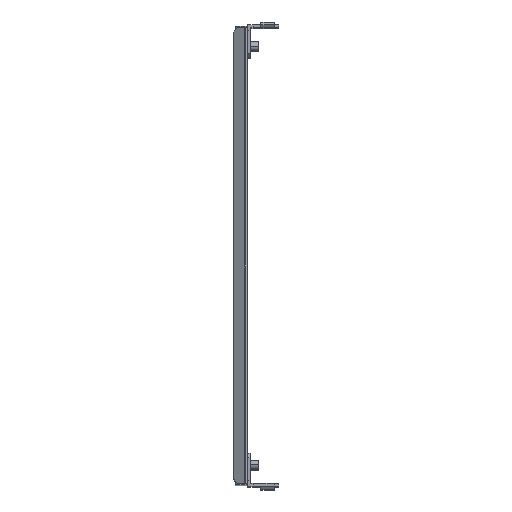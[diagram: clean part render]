
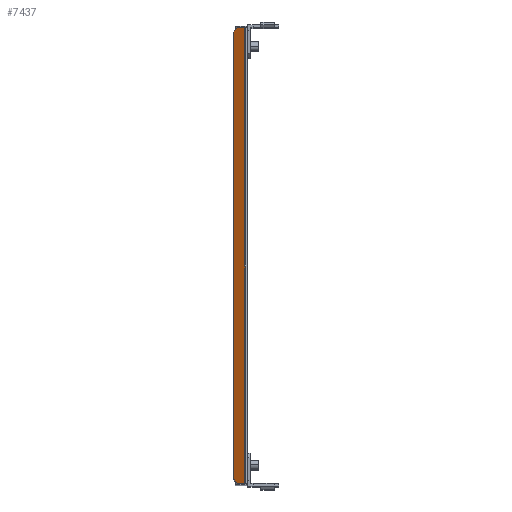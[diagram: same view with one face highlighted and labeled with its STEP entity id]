
A CAD part, top view. The second image highlights one B-rep face of the part: STEP entity #7437.
In plain terms, the highlighted planar face has unit normal (-0.5, 0, 0.866).
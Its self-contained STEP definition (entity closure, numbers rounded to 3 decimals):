
#20 = CARTESIAN_POINT ( 'NONE',  ( -9.525, 149., 194.331 ) ) ;
#37 = DIRECTION ( 'NONE',  ( 0.866, 0., 0.5 ) ) ;
#364 = LINE ( 'NONE', #14274, #4642 ) ;
#681 = CARTESIAN_POINT ( 'NONE',  ( -112.062, 30.6, 135.131 ) ) ;
#1322 = LINE ( 'NONE', #11815, #15865 ) ;
#1856 = PLANE ( 'NONE',  #16925 ) ;
#2994 = EDGE_CURVE ( 'NONE', #15101, #7601, #14717, .T. ) ;
#3645 = LINE ( 'NONE', #9790, #5698 ) ;
#4258 = ORIENTED_EDGE ( 'NONE', *, *, #18107, .F. ) ;
#4260 = VERTEX_POINT ( 'NONE', #14646 ) ;
#4368 = DIRECTION ( 'NONE',  ( 0., 1., 0. ) ) ;
#4613 = ORIENTED_EDGE ( 'NONE', *, *, #19819, .T. ) ;
#4642 = VECTOR ( 'NONE', #6547, 1000. ) ;
#4893 = CARTESIAN_POINT ( 'NONE',  ( -9.525, -152., 194.331 ) ) ;
#4991 = DIRECTION ( 'NONE',  ( 0.866, 0., 0.5 ) ) ;
#5129 = EDGE_CURVE ( 'NONE', #4260, #19337, #13936, .T. ) ;
#5215 = CARTESIAN_POINT ( 'NONE',  ( -3.75, -152., 197.665 ) ) ;
#5698 = VECTOR ( 'NONE', #15916, 1000. ) ;
#5792 = ORIENTED_EDGE ( 'NONE', *, *, #14141, .F. ) ;
#6547 = DIRECTION ( 'NONE',  ( 0., 1., 0. ) ) ;
#6548 = VECTOR ( 'NONE', #37, 1000. ) ;
#7150 = EDGE_CURVE ( 'NONE', #15101, #4260, #3645, .T. ) ;
#7437 = ADVANCED_FACE ( 'NONE', ( #15649 ), #1856, .T. ) ;
#7601 = VERTEX_POINT ( 'NONE', #20 ) ;
#7866 = ORIENTED_EDGE ( 'NONE', *, *, #5129, .F. ) ;
#8365 = DIRECTION ( 'NONE',  ( -0.612, -0.707, -0.354 ) ) ;
#9131 = CARTESIAN_POINT ( 'NONE',  ( -85.562, 152., 150.431 ) ) ;
#9353 = ORIENTED_EDGE ( 'NONE', *, *, #16301, .T. ) ;
#9419 = CARTESIAN_POINT ( 'NONE',  ( -6.927, -152., 195.831 ) ) ;
#9512 = EDGE_LOOP ( 'NONE', ( #9353, #10880, #7866, #19439, #13114, #4258, #4613, #5792 ) ) ;
#9790 = CARTESIAN_POINT ( 'NONE',  ( -2.25, 152., 198.531 ) ) ;
#10880 = ORIENTED_EDGE ( 'NONE', *, *, #19188, .T. ) ;
#10953 = DIRECTION ( 'NONE',  ( 0.612, -0.707, 0.354 ) ) ;
#11329 = VECTOR ( 'NONE', #17350, 1000. ) ;
#11339 = DIRECTION ( 'NONE',  ( 0.866, 0., 0.5 ) ) ;
#11815 = CARTESIAN_POINT ( 'NONE',  ( -1.732, 0., 198.83 ) ) ;
#12173 = VERTEX_POINT ( 'NONE', #17290 ) ;
#12463 = CARTESIAN_POINT ( 'NONE',  ( -6.927, 152., 195.831 ) ) ;
#12635 = DIRECTION ( 'NONE',  ( -0.5, 0., 0.866 ) ) ;
#12845 = LINE ( 'NONE', #5215, #15923 ) ;
#13114 = ORIENTED_EDGE ( 'NONE', *, *, #2994, .T. ) ;
#13189 = CARTESIAN_POINT ( 'NONE',  ( -9.525, -149., 194.331 ) ) ;
#13936 = LINE ( 'NONE', #9131, #6548 ) ;
#14141 = EDGE_CURVE ( 'NONE', #17796, #14237, #16665, .T. ) ;
#14229 = CARTESIAN_POINT ( 'NONE',  ( -85.562, 0., 150.431 ) ) ;
#14237 = VERTEX_POINT ( 'NONE', #9419 ) ;
#14274 = CARTESIAN_POINT ( 'NONE',  ( -9.525, 152., 194.331 ) ) ;
#14530 = VECTOR ( 'NONE', #8365, 1000. ) ;
#14646 = CARTESIAN_POINT ( 'NONE',  ( -3.75, 152., 197.665 ) ) ;
#14717 = LINE ( 'NONE', #681, #14530 ) ;
#14952 = VECTOR ( 'NONE', #10953, 1000. ) ;
#15101 = VERTEX_POINT ( 'NONE', #12463 ) ;
#15649 = FACE_OUTER_BOUND ( 'NONE', #9512, .T. ) ;
#15865 = VECTOR ( 'NONE', #4368, 1000. ) ;
#15887 = CARTESIAN_POINT ( 'NONE',  ( -112.062, -30.6, 135.131 ) ) ;
#15916 = DIRECTION ( 'NONE',  ( 0.866, 0., 0.5 ) ) ;
#15923 = VECTOR ( 'NONE', #11339, 1000. ) ;
#16301 = EDGE_CURVE ( 'NONE', #17796, #12173, #12845, .T. ) ;
#16665 = LINE ( 'NONE', #4893, #11329 ) ;
#16925 = AXIS2_PLACEMENT_3D ( 'NONE', #14229, #12635, #4991 ) ;
#17020 = CARTESIAN_POINT ( 'NONE',  ( -1.732, 152., 198.83 ) ) ;
#17290 = CARTESIAN_POINT ( 'NONE',  ( -1.732, -152., 198.83 ) ) ;
#17350 = DIRECTION ( 'NONE',  ( -0.866, 0., -0.5 ) ) ;
#17386 = LINE ( 'NONE', #15887, #14952 ) ;
#17796 = VERTEX_POINT ( 'NONE', #19736 ) ;
#17888 = VERTEX_POINT ( 'NONE', #13189 ) ;
#18107 = EDGE_CURVE ( 'NONE', #17888, #7601, #364, .T. ) ;
#19188 = EDGE_CURVE ( 'NONE', #12173, #19337, #1322, .T. ) ;
#19337 = VERTEX_POINT ( 'NONE', #17020 ) ;
#19439 = ORIENTED_EDGE ( 'NONE', *, *, #7150, .F. ) ;
#19736 = CARTESIAN_POINT ( 'NONE',  ( -3.75, -152., 197.665 ) ) ;
#19819 = EDGE_CURVE ( 'NONE', #17888, #14237, #17386, .T. ) ;
